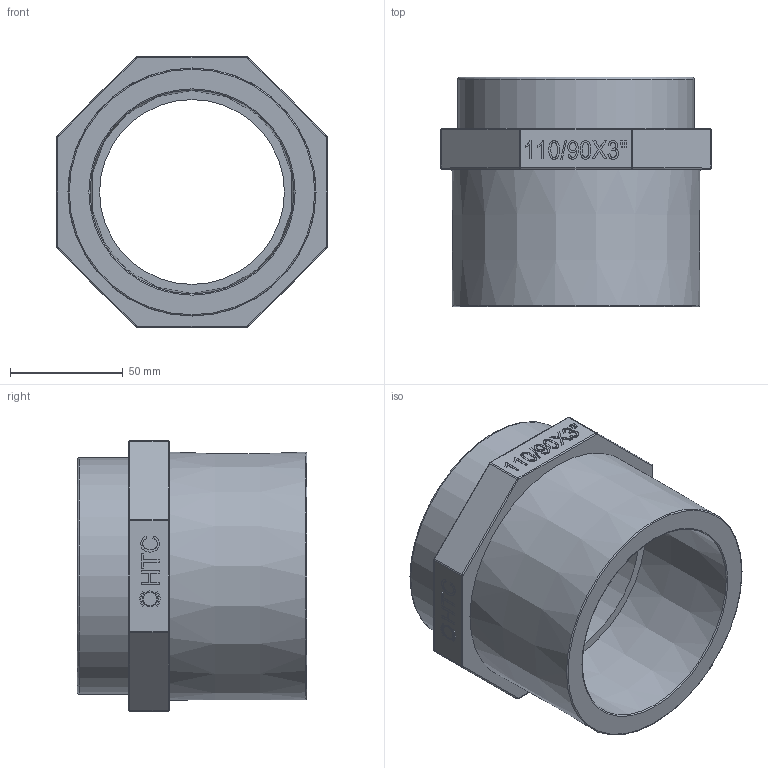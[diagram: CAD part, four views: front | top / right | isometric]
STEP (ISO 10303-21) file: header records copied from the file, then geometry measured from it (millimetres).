
FILE_DESCRIPTION(/* description */ (''),/* implementation_level */ '2;1');
FILE_NAME(/* name */ 'Z1E090090.stp',/* time_stamp */ '2025-04-24T16:14:33+08:00',/* author */ (''),/* organization */ (''),/* preprocessor_version */ 'ST-DEVELOPER v16.7',/* originating_system */ 'SIEMENS PLM Software NX 12.0',/* authorisation */ '');
FILE_SCHEMA (('AUTOMOTIVE_DESIGN { 1 0 10303 214 3 1 1 1 }'));
Length unit declared in the file: millimetre
Products named in the file (1): Admi115C965E74dv
Bounding box: 120.5 x 101.8 x 120.5 mm (x, y, z)
Volume: 377383.5 mm3; surface area: 82987.6 mm2
Topology: 1 solids, 1 shells, 271 faces, 662 edges, 430 vertices
Faces by surface type: plane 152, cylinder 48, extrusion 47, bspline 18, torus 4, cone 2
Full cylindrical faces by diameter (mm): 6 x1, 7 x1, 82 x1, 87.884 x13, 90 x1, 105 x1
Entity records: 12592 total; most frequent: CARTESIAN_POINT 7169, ORIENTED_EDGE 1214, DIRECTION 837, EDGE_CURVE 607, VERTEX_POINT 401, B_SPLINE_CURVE_WITH_KNOTS 349, EDGE_LOOP 310, AXIS2_PLACEMENT_3D 290
